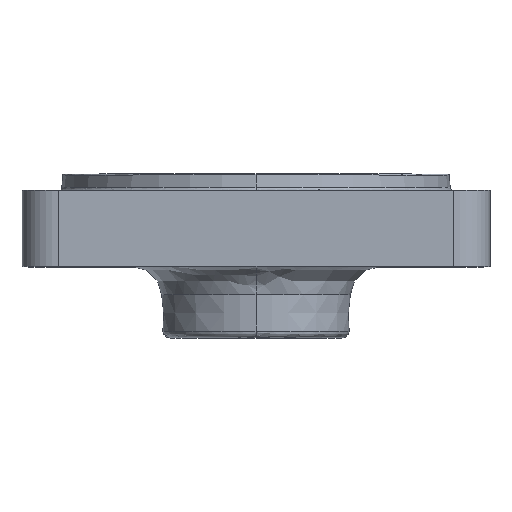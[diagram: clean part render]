
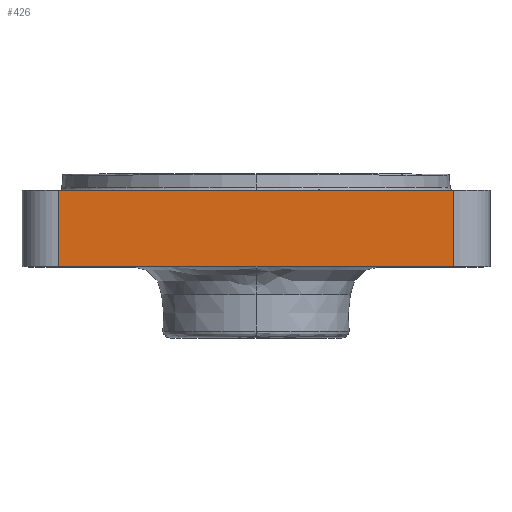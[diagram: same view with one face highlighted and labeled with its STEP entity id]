
A CAD part, top view. The second image highlights one B-rep face of the part: STEP entity #426.
In plain terms, the highlighted planar face has unit normal (0, 0, 1).
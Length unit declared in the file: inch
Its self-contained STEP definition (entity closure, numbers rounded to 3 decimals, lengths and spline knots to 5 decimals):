
#47 = CARTESIAN_POINT ( 'NONE',  ( -0.844, -0.07, 1. ) ) ;
#104 = VECTOR ( 'NONE', #194, 39.37008 ) ;
#173 = CARTESIAN_POINT ( 'NONE',  ( 0., -0.395, 1. ) ) ;
#181 = EDGE_CURVE ( 'NONE', #1118, #980, #796, .T. ) ;
#194 = DIRECTION ( 'NONE',  ( 1., 0., 0. ) ) ;
#204 = CARTESIAN_POINT ( 'NONE',  ( 0.844, -0.07, 1. ) ) ;
#275 = CARTESIAN_POINT ( 'NONE',  ( -0.844, -0.395, 1. ) ) ;
#312 = DIRECTION ( 'NONE',  ( -1., 0., 0. ) ) ;
#405 = VERTEX_POINT ( 'NONE', #204 ) ;
#426 = ADVANCED_FACE ( 'NONE', ( #1610 ), #1116, .T. ) ;
#466 = DIRECTION ( 'NONE',  ( 1., 0., 0. ) ) ;
#475 = EDGE_CURVE ( 'NONE', #980, #1230, #1246, .T. ) ;
#487 = EDGE_CURVE ( 'NONE', #405, #1118, #1464, .T. ) ;
#496 = DIRECTION ( 'NONE',  ( 0., -1., 0. ) ) ;
#614 = CARTESIAN_POINT ( 'NONE',  ( -0.844, -0.395, 1. ) ) ;
#643 = ORIENTED_EDGE ( 'NONE', *, *, #181, .T. ) ;
#796 = LINE ( 'NONE', #275, #1611 ) ;
#809 = ORIENTED_EDGE ( 'NONE', *, *, #475, .T. ) ;
#829 = ORIENTED_EDGE ( 'NONE', *, *, #487, .T. ) ;
#831 = CARTESIAN_POINT ( 'NONE',  ( 0., -0.395, 1. ) ) ;
#838 = EDGE_LOOP ( 'NONE', ( #809, #846, #829, #643 ) ) ;
#846 = ORIENTED_EDGE ( 'NONE', *, *, #1603, .F. ) ;
#885 = LINE ( 'NONE', #1397, #1376 ) ;
#980 = VERTEX_POINT ( 'NONE', #614 ) ;
#1105 = VECTOR ( 'NONE', #312, 39.37008 ) ;
#1116 = PLANE ( 'NONE',  #1309 ) ;
#1118 = VERTEX_POINT ( 'NONE', #47 ) ;
#1193 = DIRECTION ( 'NONE',  ( 0., -1., 0. ) ) ;
#1230 = VERTEX_POINT ( 'NONE', #1613 ) ;
#1246 = LINE ( 'NONE', #173, #104 ) ;
#1309 = AXIS2_PLACEMENT_3D ( 'NONE', #831, #1500, #466 ) ;
#1376 = VECTOR ( 'NONE', #496, 39.37008 ) ;
#1397 = CARTESIAN_POINT ( 'NONE',  ( 0.844, -0.395, 1. ) ) ;
#1464 = LINE ( 'NONE', #1628, #1105 ) ;
#1500 = DIRECTION ( 'NONE',  ( 0., 0., 1. ) ) ;
#1603 = EDGE_CURVE ( 'NONE', #405, #1230, #885, .T. ) ;
#1610 = FACE_OUTER_BOUND ( 'NONE', #838, .T. ) ;
#1611 = VECTOR ( 'NONE', #1193, 39.37008 ) ;
#1613 = CARTESIAN_POINT ( 'NONE',  ( 0.844, -0.395, 1. ) ) ;
#1628 = CARTESIAN_POINT ( 'NONE',  ( 0., -0.07, 1. ) ) ;
